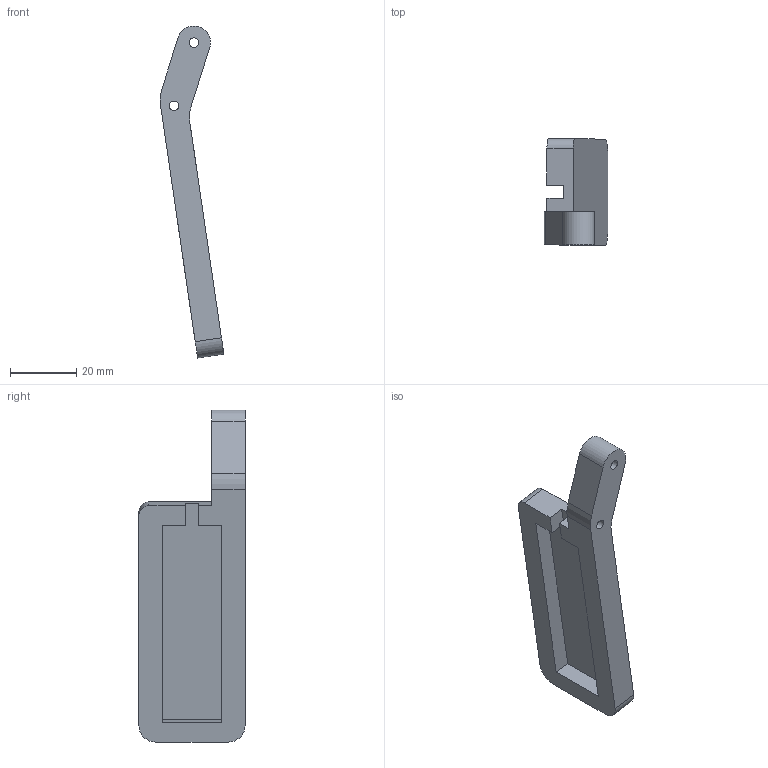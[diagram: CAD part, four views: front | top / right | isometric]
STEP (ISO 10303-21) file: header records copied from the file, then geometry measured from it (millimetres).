
FILE_DESCRIPTION(/* description */ (''),/* implementation_level */ '2;1');
FILE_NAME(/* name */ '11.stp',/* time_stamp */ '2024-07-07T01:41:23+08:00',/* author */ ('22700'),/* organization */ (''),/* preprocessor_version */ 'ST-DEVELOPER v20',/* originating_system */ 'Autodesk Inventor 2024',/* authorisation */ '');
FILE_SCHEMA (('AUTOMOTIVE_DESIGN { 1 0 10303 214 3 1 1 }'));
Length unit declared in the file: millimetre
Products named in the file (1): 11
Bounding box: 19.2 x 32 x 100.12 mm (x, y, z)
Volume: 15411.8 mm3; surface area: 8265.5 mm2
Topology: 1 solids, 1 shells, 25 faces, 69 edges, 46 vertices
Faces by surface type: plane 17, cylinder 8
Full cylindrical faces by diameter (mm): 2.9 x2
Entity records: 859 total; most frequent: CARTESIAN_POINT 141, ORIENTED_EDGE 138, DIRECTION 137, EDGE_CURVE 69, LINE 53, VECTOR 53, VERTEX_POINT 46, AXIS2_PLACEMENT_3D 42
